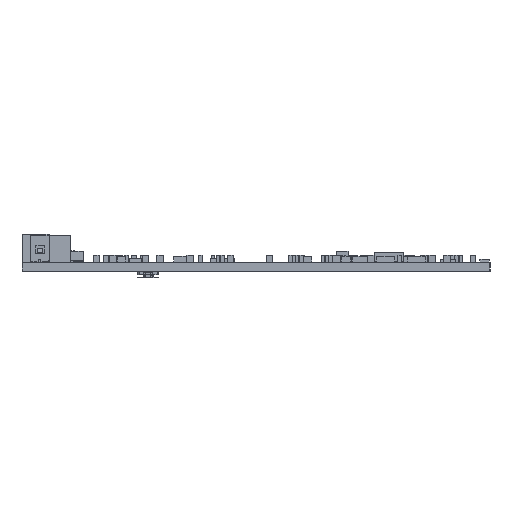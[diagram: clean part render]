
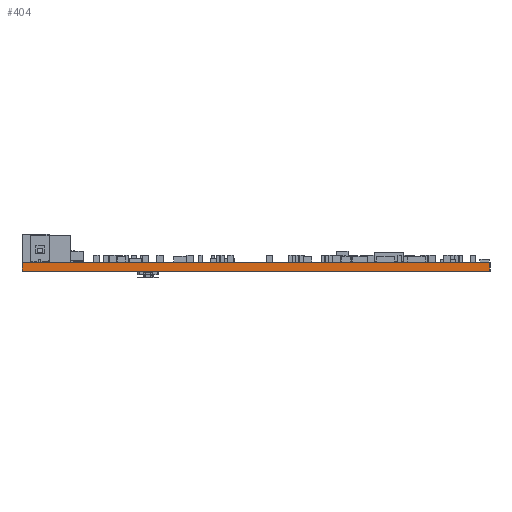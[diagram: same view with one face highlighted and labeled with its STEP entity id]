
A CAD part, left-side view. The second image highlights one B-rep face of the part: STEP entity #404.
In plain terms, the highlighted planar face has unit normal (-1, 0, 0).
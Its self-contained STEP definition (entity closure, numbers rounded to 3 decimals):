
#404 = ADVANCED_FACE('',(#405),#439,.T.);
#405 = FACE_BOUND('',#406,.T.);
#406 = EDGE_LOOP('',(#407,#417,#425,#433));
#407 = ORIENTED_EDGE('',*,*,#408,.T.);
#408 = EDGE_CURVE('',#409,#411,#413,.T.);
#409 = VERTEX_POINT('',#410);
#410 = CARTESIAN_POINT('',(38.2,47.7,-1.4));
#411 = VERTEX_POINT('',#412);
#412 = CARTESIAN_POINT('',(38.2,47.7,0.));
#413 = LINE('',#414,#415);
#414 = CARTESIAN_POINT('',(38.2,47.7,-1.4));
#415 = VECTOR('',#416,1.);
#416 = DIRECTION('',(0.,0.,1.));
#417 = ORIENTED_EDGE('',*,*,#418,.T.);
#418 = EDGE_CURVE('',#411,#419,#421,.T.);
#419 = VERTEX_POINT('',#420);
#420 = CARTESIAN_POINT('',(38.2,127.,0.));
#421 = LINE('',#422,#423);
#422 = CARTESIAN_POINT('',(38.2,47.7,0.));
#423 = VECTOR('',#424,1.);
#424 = DIRECTION('',(0.,1.,0.));
#425 = ORIENTED_EDGE('',*,*,#426,.F.);
#426 = EDGE_CURVE('',#427,#419,#429,.T.);
#427 = VERTEX_POINT('',#428);
#428 = CARTESIAN_POINT('',(38.2,127.,-1.4));
#429 = LINE('',#430,#431);
#430 = CARTESIAN_POINT('',(38.2,127.,-1.4));
#431 = VECTOR('',#432,1.);
#432 = DIRECTION('',(0.,0.,1.));
#433 = ORIENTED_EDGE('',*,*,#434,.F.);
#434 = EDGE_CURVE('',#409,#427,#435,.T.);
#435 = LINE('',#436,#437);
#436 = CARTESIAN_POINT('',(38.2,47.7,-1.4));
#437 = VECTOR('',#438,1.);
#438 = DIRECTION('',(0.,1.,0.));
#439 = PLANE('',#440);
#440 = AXIS2_PLACEMENT_3D('',#441,#442,#443);
#441 = CARTESIAN_POINT('',(38.2,47.7,-1.4));
#442 = DIRECTION('',(-1.,0.,0.));
#443 = DIRECTION('',(0.,1.,0.));
